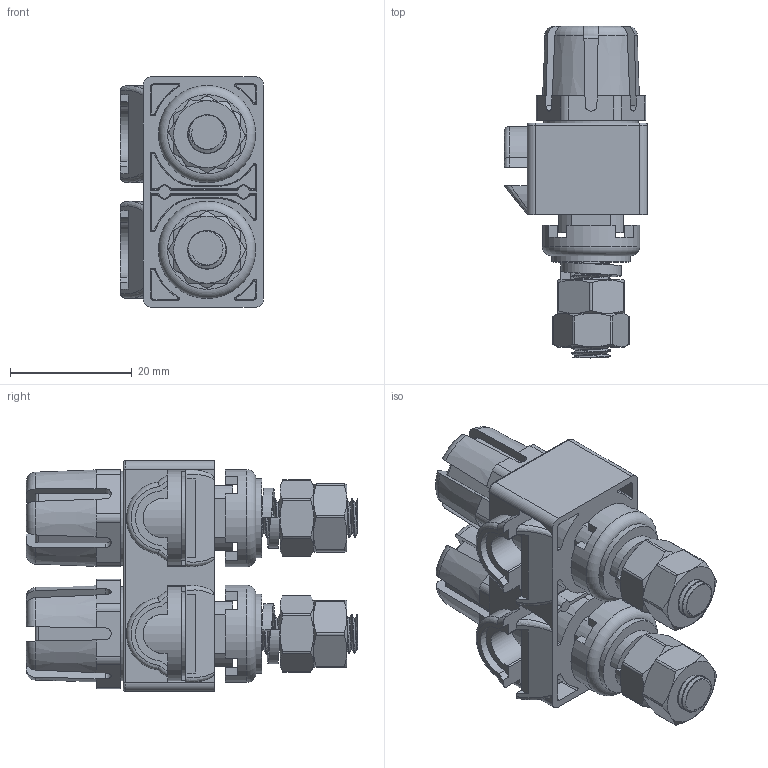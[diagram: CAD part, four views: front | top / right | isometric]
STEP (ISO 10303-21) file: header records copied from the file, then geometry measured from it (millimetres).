
FILE_DESCRIPTION(/* description */ (''),/* implementation_level */ '2;1');
FILE_NAME(/* name */ 'CL159856 TPP60S black+red.stp',/* time_stamp */ '2023-01-04T14:18:15+00:00',/* author */ ('TOttley'),/* organization */ (''),/* preprocessor_version */ 'ST-DEVELOPER v18.1',/* originating_system */ 'Autodesk Inventor 2022',/* authorisation */ '');
FILE_SCHEMA (('AUTOMOTIVE_DESIGN { 1 0 10303 214 3 1 1 }'));
Products named in the file (1): Part24
Bounding box: 23.55 x 54.6 x 38 mm (x, y, z)
Volume: 18686.7 mm3; surface area: 18823.7 mm2
Topology: 5 solids, 7 shells, 1487 faces, 4170 edges, 2731 vertices
Faces by surface type: plane 799, cylinder 350, bspline 210, cone 88, torus 36, sphere 4
Full cylindrical faces by diameter (mm): 4.035 x2, 5 x2, 6.35 x26, 6.4 x2, 6.45 x2, 6.5 x2, 6.72 x2, 6.8 x2, 7 x2, 8 x2, 8.4 x4, 9.525 x13, 9.92 x2, 11.8 x2, 12 x2, 13 x2, 13.8 x2, 15.5 x2, 16 x2
Entity records: 101939 total; most frequent: CARTESIAN_POINT 63835, ORIENTED_EDGE 8348, DIRECTION 6710, EDGE_CURVE 4174, VERTEX_POINT 2739, LINE 2264, VECTOR 2264, AXIS2_PLACEMENT_3D 2223
